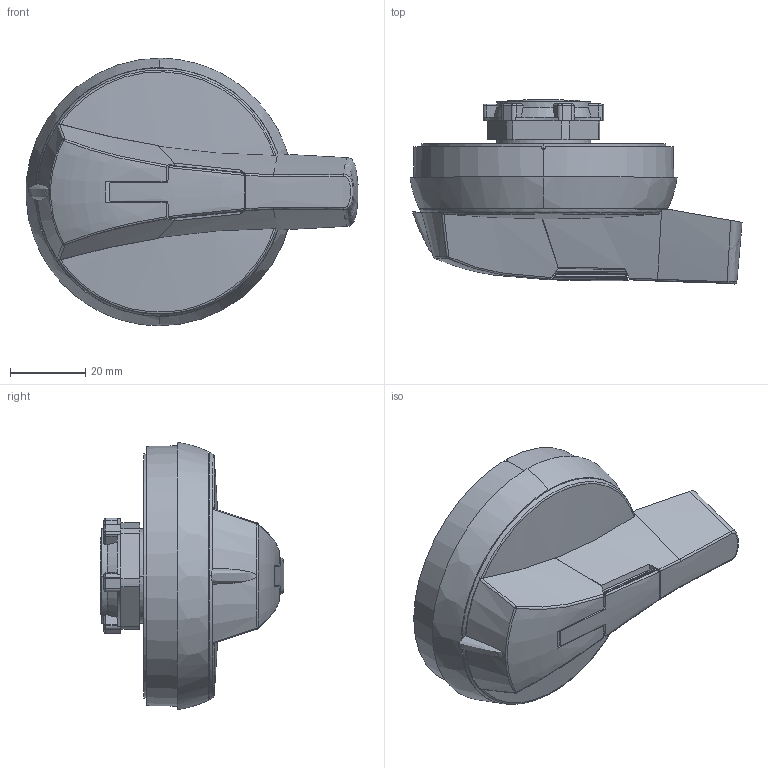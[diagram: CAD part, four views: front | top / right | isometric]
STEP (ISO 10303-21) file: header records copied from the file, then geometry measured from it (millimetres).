
FILE_DESCRIPTION (( 'STEP AP214' ), '1' );
FILE_NAME ('149E0111.step', '2016-05-09T12:16:36', ( '' ), ( '' ), 'SwSTEP 2.0', 'SolidWorks 2015', '' );
FILE_SCHEMA (( 'AUTOMOTIVE_DESIGN' ));
Length unit declared in the file: inch
Products named in the file (1): 149E0111
Bounding box: 88.26 x 48.9 x 71.11 mm (x, y, z)
Volume: 56643.9 mm3; surface area: 60158.3 mm2
Topology: 6 solids, 6 shells, 2118 faces, 5363 edges, 3264 vertices
Faces by surface type: bspline 851, plane 468, cylinder 373, torus 172, cone 155, sphere 99
Entity records: 157640 total; most frequent: CARTESIAN_POINT 87765, ORIENTED_EDGE 10608, DIRECTION 6299, EDGE_CURVE 5304, VERTEX_POINT 3241, B_SPLINE_CURVE_WITH_KNOTS 2513, AXIS2_PLACEMENT_3D 2506, EDGE_LOOP 2207
